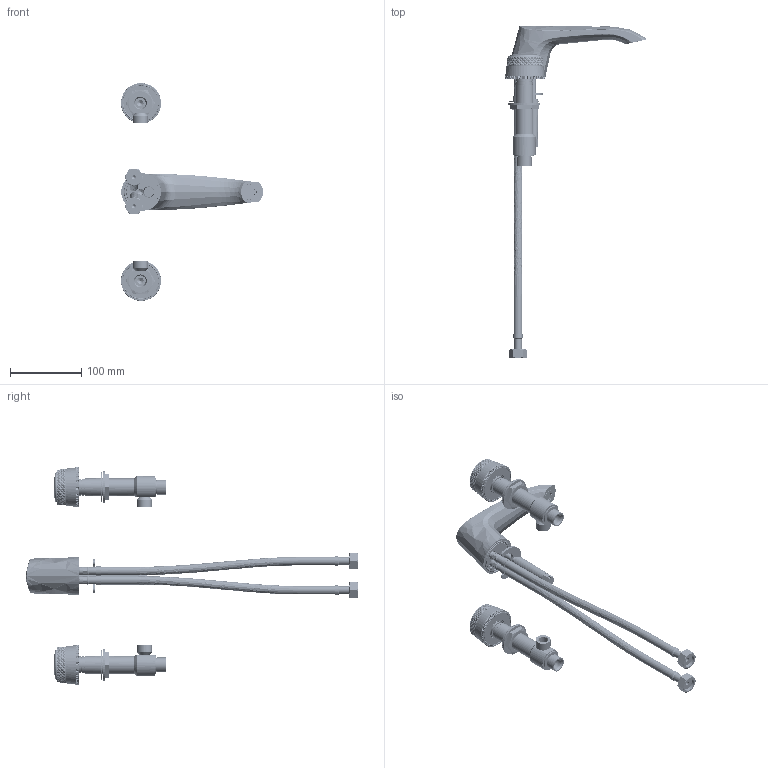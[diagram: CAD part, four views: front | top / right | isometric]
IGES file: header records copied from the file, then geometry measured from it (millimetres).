
Global section: file name: T10KA14-CCR CBR; native system: Autodesk Inventor 2020; preprocessor: unknown; author: pbiran; date: 20200521.153245; units: millimetre
Bounding box: 199.89 x 467.07 x 306.42 mm (x, y, z)
Volume: 523496.4 mm3; surface area: 208347.9 mm2
Topology: 40 solids, 41 shells, 16283 faces, 40268 edges, 24187 vertices
Faces by surface type: bspline 16266, offset 17
